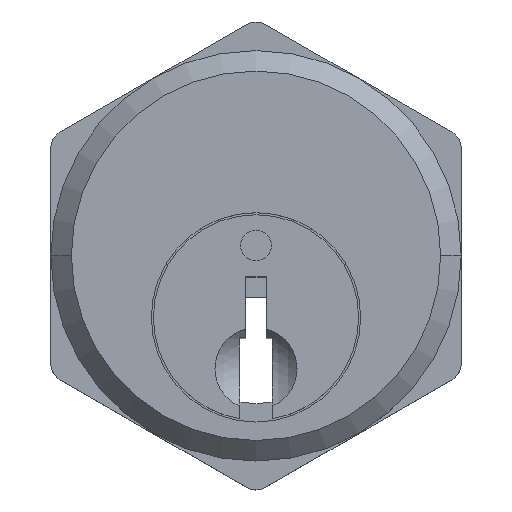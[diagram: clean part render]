
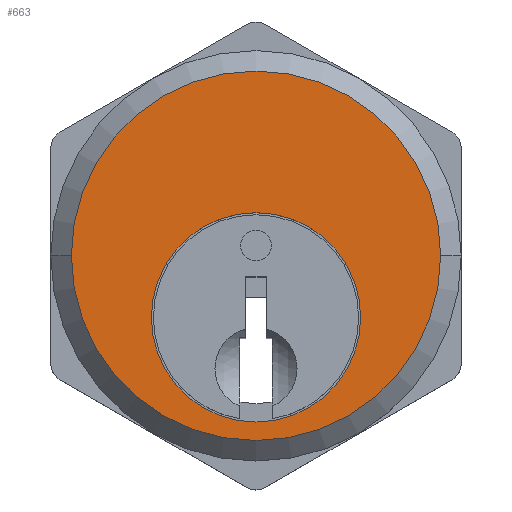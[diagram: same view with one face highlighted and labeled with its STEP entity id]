
A CAD part, top view. The second image highlights one B-rep face of the part: STEP entity #663.
In plain terms, the highlighted planar face has unit normal (0, 0, 1).
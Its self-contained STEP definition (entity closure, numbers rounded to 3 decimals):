
#232 = AXIS2_PLACEMENT_3D ( 'NONE', #2762, #4593, #3339 ) ;
#663 = ADVANCED_FACE ( 'NONE', ( #4240, #2417 ), #1295, .F. ) ;
#786 = VERTEX_POINT ( 'NONE', #1926 ) ;
#904 = EDGE_CURVE ( 'NONE', #786, #6250, #7295, .T. ) ;
#1057 = ORIENTED_EDGE ( 'NONE', *, *, #904, .F. ) ;
#1295 = PLANE ( 'NONE',  #5293 ) ;
#1313 = EDGE_CURVE ( 'NONE', #3323, #1666, #1839, .T. ) ;
#1666 = VERTEX_POINT ( 'NONE', #6540 ) ;
#1759 = ORIENTED_EDGE ( 'NONE', *, *, #5630, .F. ) ;
#1839 = CIRCLE ( 'NONE', #3783, 9. ) ;
#1854 = DIRECTION ( 'NONE',  ( -1., 0., 0. ) ) ;
#1922 = ORIENTED_EDGE ( 'NONE', *, *, #4742, .T. ) ;
#1926 = CARTESIAN_POINT ( 'NONE',  ( 5.1, -3., 0. ) ) ;
#2239 = CARTESIAN_POINT ( 'NONE',  ( 0., -3., 0. ) ) ;
#2417 = FACE_OUTER_BOUND ( 'NONE', #5386, .T. ) ;
#2491 = AXIS2_PLACEMENT_3D ( 'NONE', #4562, #7574, #7077 ) ;
#2762 = CARTESIAN_POINT ( 'NONE',  ( 0., -3., 0. ) ) ;
#3252 = CARTESIAN_POINT ( 'NONE',  ( 0., 0., 0. ) ) ;
#3323 = VERTEX_POINT ( 'NONE', #3361 ) ;
#3339 = DIRECTION ( 'NONE',  ( 1., 0., 0. ) ) ;
#3361 = CARTESIAN_POINT ( 'NONE',  ( 9., 0., 0. ) ) ;
#3783 = AXIS2_PLACEMENT_3D ( 'NONE', #3252, #5040, #5098 ) ;
#4026 = CIRCLE ( 'NONE', #2491, 9. ) ;
#4240 = FACE_BOUND ( 'NONE', #5244, .T. ) ;
#4562 = CARTESIAN_POINT ( 'NONE',  ( 0., 0., 0. ) ) ;
#4593 = DIRECTION ( 'NONE',  ( 0., 0., 1. ) ) ;
#4742 = EDGE_CURVE ( 'NONE', #1666, #3323, #4026, .T. ) ;
#4762 = ORIENTED_EDGE ( 'NONE', *, *, #1313, .T. ) ;
#5040 = DIRECTION ( 'NONE',  ( 0., 0., 1. ) ) ;
#5098 = DIRECTION ( 'NONE',  ( 1., 0., 0. ) ) ;
#5236 = AXIS2_PLACEMENT_3D ( 'NONE', #2239, #5512, #7803 ) ;
#5244 = EDGE_LOOP ( 'NONE', ( #1057, #1759 ) ) ;
#5293 = AXIS2_PLACEMENT_3D ( 'NONE', #6133, #6726, #1854 ) ;
#5386 = EDGE_LOOP ( 'NONE', ( #1922, #4762 ) ) ;
#5512 = DIRECTION ( 'NONE',  ( 0., 0., 1. ) ) ;
#5630 = EDGE_CURVE ( 'NONE', #6250, #786, #6295, .T. ) ;
#6133 = CARTESIAN_POINT ( 'NONE',  ( 0., 0., 0. ) ) ;
#6250 = VERTEX_POINT ( 'NONE', #7487 ) ;
#6295 = CIRCLE ( 'NONE', #5236, 5.1 ) ;
#6540 = CARTESIAN_POINT ( 'NONE',  ( -9., 0., 0. ) ) ;
#6726 = DIRECTION ( 'NONE',  ( 0., 0., -1. ) ) ;
#7077 = DIRECTION ( 'NONE',  ( 1., 0., 0. ) ) ;
#7295 = CIRCLE ( 'NONE', #232, 5.1 ) ;
#7487 = CARTESIAN_POINT ( 'NONE',  ( -5.1, -3., 0. ) ) ;
#7574 = DIRECTION ( 'NONE',  ( 0., 0., 1. ) ) ;
#7803 = DIRECTION ( 'NONE',  ( 1., 0., 0. ) ) ;
